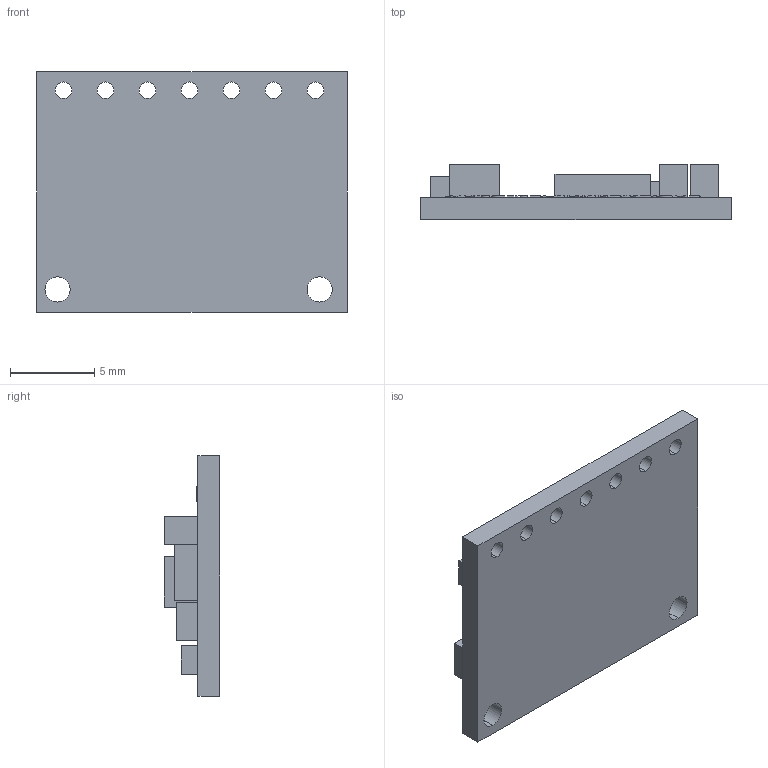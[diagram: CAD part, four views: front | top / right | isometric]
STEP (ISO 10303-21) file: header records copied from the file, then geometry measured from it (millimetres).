
FILE_DESCRIPTION (( 'STEP AP214' ), '1' );
FILE_NAME ('max30102.STEP', '2025-12-23T12:09:12', ( '' ), ( '' ), 'SwSTEP 2.0', 'SolidWorks 2024', '' );
FILE_SCHEMA (( 'AUTOMOTIVE_DESIGN' ));
Length unit declared in the file: millimetre
Products named in the file (1): max30102
Bounding box: 18.5 x 3.3 x 14.3 mm (x, y, z)
Volume: 402.7 mm3; surface area: 755.3 mm2
Topology: 1 solids, 1 shells, 432 faces, 1137 edges, 758 vertices
Faces by surface type: plane 290, bspline 124, cylinder 18
Entity records: 20825 total; most frequent: CARTESIAN_POINT 10324, ORIENTED_EDGE 2274, DIRECTION 1543, EDGE_CURVE 1137, LINE 853, VECTOR 853, VERTEX_POINT 758, EDGE_LOOP 501
